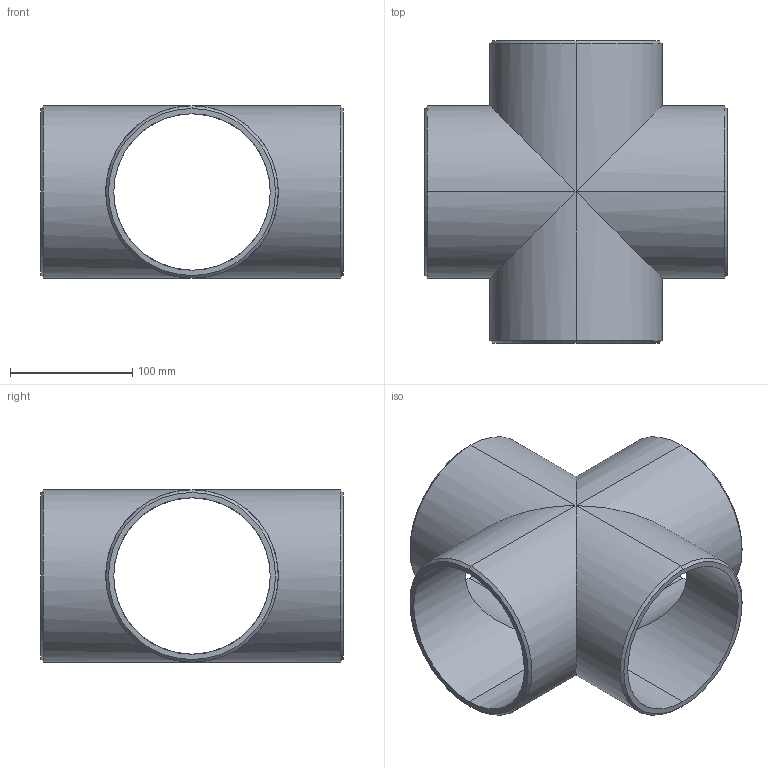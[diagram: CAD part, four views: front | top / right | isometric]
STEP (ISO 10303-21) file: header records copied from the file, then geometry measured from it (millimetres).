
FILE_DESCRIPTION (( 'STEP AP203' ), '1' );
FILE_NAME ('Cross Inch 5 Sch 40.STEP', '2025-05-08T01:48:00', '' );
FILE_SCHEMA (( 'CONFIG_CONTROL_DESIGN' ));
Length unit declared in the file: inch
Products named in the file (1): Cross Inch 5 Sch 40
Bounding box: 247.9 x 247.9 x 141.3 mm (x, y, z)
Volume: 894914.6 mm3; surface area: 282972.9 mm2
Topology: 1 solids, 1 shells, 28 faces, 56 edges, 28 vertices
Faces by surface type: cylinder 16, cone 8, plane 4
Entity records: 791 total; most frequent: CARTESIAN_POINT 137, DIRECTION 130, ORIENTED_EDGE 112, EDGE_CURVE 56, AXIS2_PLACEMENT_3D 53, EDGE_LOOP 32, FACE_OUTER_BOUND 28, ADVANCED_FACE 28
